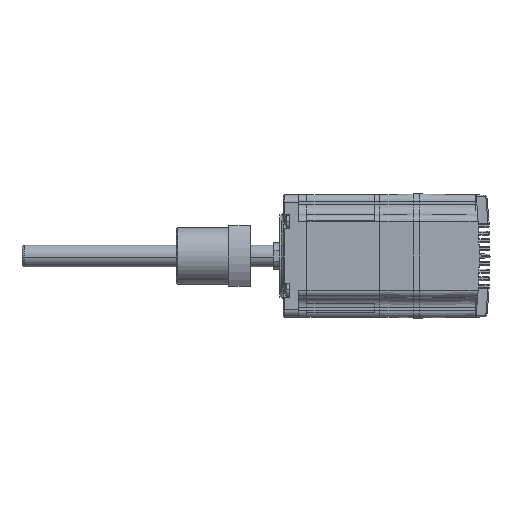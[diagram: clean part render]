
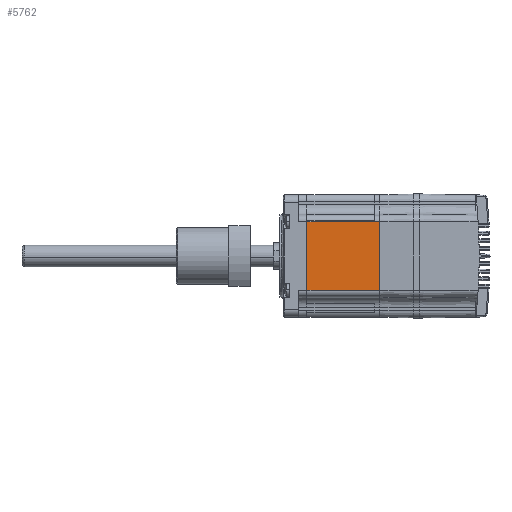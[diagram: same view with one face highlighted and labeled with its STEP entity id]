
A CAD part, left-side view. The second image highlights one B-rep face of the part: STEP entity #5762.
In plain terms, the highlighted planar face has unit normal (-1, 0, 0).
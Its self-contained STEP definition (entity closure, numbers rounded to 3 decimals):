
#647 = ORIENTED_EDGE ( 'NONE', *, *, #25477, .F. ) ;
#1843 = DIRECTION ( 'NONE',  ( 0., -1., 0. ) ) ;
#2091 = CARTESIAN_POINT ( 'NONE',  ( -17.293, -62.501, 36.35 ) ) ;
#4176 = CARTESIAN_POINT ( 'NONE',  ( -17.293, -62.501, 45.725 ) ) ;
#5762 = ADVANCED_FACE ( 'NONE', ( #35823 ), #24571, .F. ) ;
#5944 = VERTEX_POINT ( 'NONE', #22833 ) ;
#8491 = DIRECTION ( 'NONE',  ( 0., 0., -1. ) ) ;
#9211 = DIRECTION ( 'NONE',  ( 0., 1., 0. ) ) ;
#10029 = CARTESIAN_POINT ( 'NONE',  ( -17.293, -62.501, 77.325 ) ) ;
#11562 = CARTESIAN_POINT ( 'NONE',  ( -17.293, -62.501, 77.325 ) ) ;
#12185 = LINE ( 'NONE', #31681, #38130 ) ;
#12196 = DIRECTION ( 'NONE',  ( 0., 0., -1. ) ) ;
#13075 = VECTOR ( 'NONE', #9211, 1000. ) ;
#13298 = DIRECTION ( 'NONE',  ( 0., -1., 0. ) ) ;
#13685 = LINE ( 'NONE', #2091, #28949 ) ;
#14730 = VERTEX_POINT ( 'NONE', #4176 ) ;
#15307 = ORIENTED_EDGE ( 'NONE', *, *, #27372, .T. ) ;
#15582 = CARTESIAN_POINT ( 'NONE',  ( -17.293, -29.001, 77.325 ) ) ;
#16909 = VERTEX_POINT ( 'NONE', #15582 ) ;
#20703 = VECTOR ( 'NONE', #13298, 1000. ) ;
#21433 = DIRECTION ( 'NONE',  ( 1., 0., 0. ) ) ;
#22833 = CARTESIAN_POINT ( 'NONE',  ( -17.293, -62.501, 77.325 ) ) ;
#24571 = PLANE ( 'NONE',  #27726 ) ;
#24838 = ORIENTED_EDGE ( 'NONE', *, *, #38580, .F. ) ;
#25477 = EDGE_CURVE ( 'NONE', #5944, #14730, #13685, .T. ) ;
#25941 = EDGE_LOOP ( 'NONE', ( #31113, #647, #24838, #15307 ) ) ;
#27372 = EDGE_CURVE ( 'NONE', #16909, #27532, #12185, .T. ) ;
#27532 = VERTEX_POINT ( 'NONE', #41696 ) ;
#27726 = AXIS2_PLACEMENT_3D ( 'NONE', #11562, #21433, #1843 ) ;
#28843 = CARTESIAN_POINT ( 'NONE',  ( -17.293, -62.501, 45.725 ) ) ;
#28949 = VECTOR ( 'NONE', #8491, 1000. ) ;
#31113 = ORIENTED_EDGE ( 'NONE', *, *, #38011, .F. ) ;
#31681 = CARTESIAN_POINT ( 'NONE',  ( -17.293, -29.001, 77.325 ) ) ;
#35823 = FACE_OUTER_BOUND ( 'NONE', #25941, .T. ) ;
#37953 = LINE ( 'NONE', #10029, #20703 ) ;
#38011 = EDGE_CURVE ( 'NONE', #14730, #27532, #39016, .T. ) ;
#38130 = VECTOR ( 'NONE', #12196, 1000. ) ;
#38580 = EDGE_CURVE ( 'NONE', #16909, #5944, #37953, .T. ) ;
#39016 = LINE ( 'NONE', #28843, #13075 ) ;
#41696 = CARTESIAN_POINT ( 'NONE',  ( -17.293, -29.001, 45.725 ) ) ;
